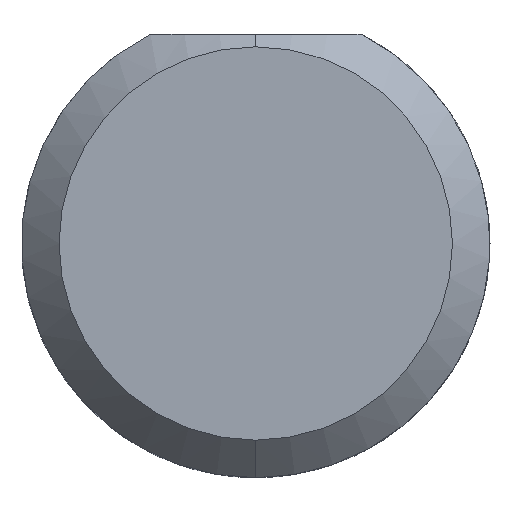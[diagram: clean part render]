
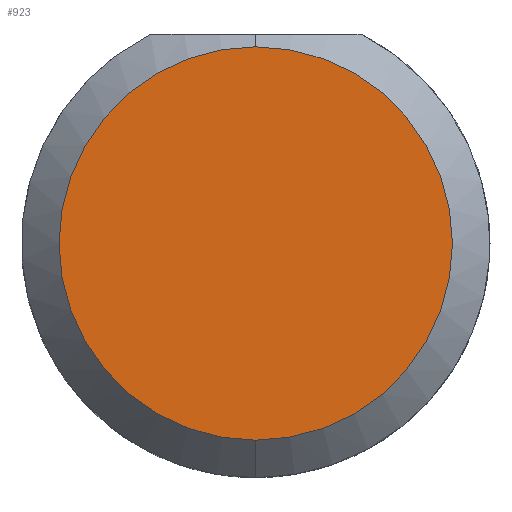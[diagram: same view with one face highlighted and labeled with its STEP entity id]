
A CAD part, left-side view. The second image highlights one B-rep face of the part: STEP entity #923.
In plain terms, the highlighted planar face has unit normal (-1, 0, 0).
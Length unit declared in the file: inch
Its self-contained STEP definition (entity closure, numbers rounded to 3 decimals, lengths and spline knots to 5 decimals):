
#43 = EDGE_CURVE ( 'NONE', #286, #710, #678, .T. ) ;
#69 = DIRECTION ( 'NONE',  ( 0., 0., -1. ) ) ;
#129 = FACE_OUTER_BOUND ( 'NONE', #856, .T. ) ;
#247 = CIRCLE ( 'NONE', #904, 0.0786 ) ;
#286 = VERTEX_POINT ( 'NONE', #906 ) ;
#322 = DIRECTION ( 'NONE',  ( -1., 0., 0. ) ) ;
#328 = CARTESIAN_POINT ( 'NONE',  ( 0., 0., 0. ) ) ;
#350 = DIRECTION ( 'NONE',  ( 1., 0., 0. ) ) ;
#423 = PLANE ( 'NONE',  #551 ) ;
#503 = DIRECTION ( 'NONE',  ( 0., 0., -1. ) ) ;
#544 = AXIS2_PLACEMENT_3D ( 'NONE', #883, #1085, #69 ) ;
#551 = AXIS2_PLACEMENT_3D ( 'NONE', #1149, #350, #1079 ) ;
#678 = CIRCLE ( 'NONE', #544, 0.0786 ) ;
#710 = VERTEX_POINT ( 'NONE', #836 ) ;
#836 = CARTESIAN_POINT ( 'NONE',  ( 0., 0., 0.0786 ) ) ;
#856 = EDGE_LOOP ( 'NONE', ( #1108, #1018 ) ) ;
#871 = EDGE_CURVE ( 'NONE', #710, #286, #247, .T. ) ;
#883 = CARTESIAN_POINT ( 'NONE',  ( 0., 0., 0. ) ) ;
#904 = AXIS2_PLACEMENT_3D ( 'NONE', #328, #322, #503 ) ;
#906 = CARTESIAN_POINT ( 'NONE',  ( 0., 0., -0.0786 ) ) ;
#923 = ADVANCED_FACE ( 'NONE', ( #129 ), #423, .F. ) ;
#1018 = ORIENTED_EDGE ( 'NONE', *, *, #871, .T. ) ;
#1079 = DIRECTION ( 'NONE',  ( 0., 0., -1. ) ) ;
#1085 = DIRECTION ( 'NONE',  ( -1., 0., 0. ) ) ;
#1108 = ORIENTED_EDGE ( 'NONE', *, *, #43, .T. ) ;
#1149 = CARTESIAN_POINT ( 'NONE',  ( 0., 0., 0. ) ) ;
